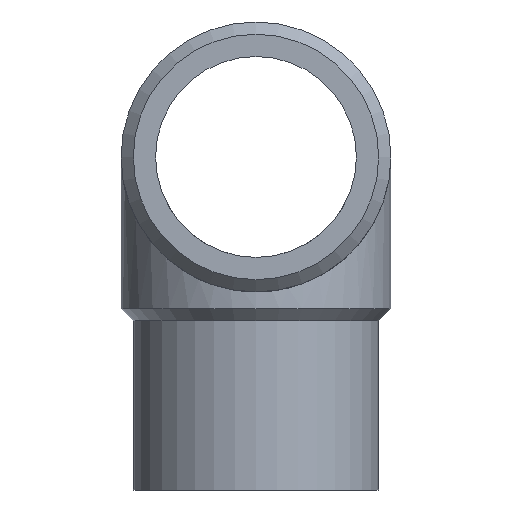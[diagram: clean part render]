
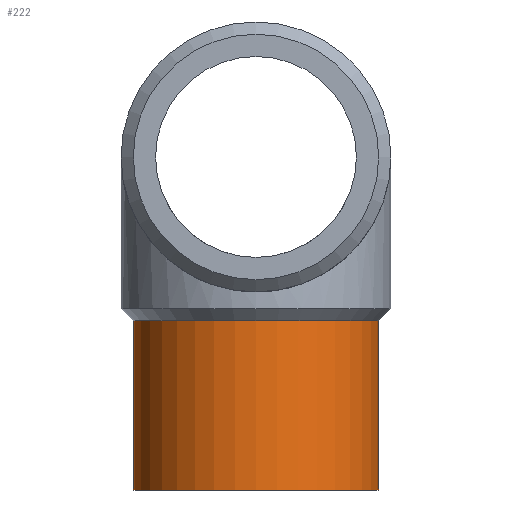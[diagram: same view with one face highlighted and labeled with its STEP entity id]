
A CAD part, left-side view. The second image highlights one B-rep face of the part: STEP entity #222.
In plain terms, the highlighted cylindrical face has radius 70 mm (diameter 140 mm), a full revolution.
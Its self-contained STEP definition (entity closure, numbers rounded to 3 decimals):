
#26=FACE_OUTER_BOUND('',#40,.T.);
#40=EDGE_LOOP('',(#158,#159,#160,#161));
#62=LINE('',#385,#74);
#74=VECTOR('',#309,70.);
#86=CIRCLE('',#260,70.);
#87=CIRCLE('',#262,70.);
#102=VERTEX_POINT('',#380);
#103=VERTEX_POINT('',#383);
#123=EDGE_CURVE('',#102,#102,#86,.T.);
#124=EDGE_CURVE('',#103,#103,#87,.T.);
#125=EDGE_CURVE('',#103,#102,#62,.T.);
#158=ORIENTED_EDGE('',*,*,#124,.F.);
#159=ORIENTED_EDGE('',*,*,#125,.T.);
#160=ORIENTED_EDGE('',*,*,#123,.T.);
#161=ORIENTED_EDGE('',*,*,#125,.F.);
#214=CYLINDRICAL_SURFACE('',#261,70.);
#222=ADVANCED_FACE('',(#26),#214,.T.);
#260=AXIS2_PLACEMENT_3D('',#381,#303,#304);
#261=AXIS2_PLACEMENT_3D('',#382,#305,#306);
#262=AXIS2_PLACEMENT_3D('',#384,#307,#308);
#303=DIRECTION('center_axis',(0.,0.,1.));
#304=DIRECTION('ref_axis',(1.,0.,0.));
#305=DIRECTION('center_axis',(0.,0.,1.));
#306=DIRECTION('ref_axis',(1.,0.,0.));
#307=DIRECTION('center_axis',(0.,0.,1.));
#308=DIRECTION('ref_axis',(1.,0.,0.));
#309=DIRECTION('',(0.,0.,-1.));
#380=CARTESIAN_POINT('',(-70.,0.,-190.));
#381=CARTESIAN_POINT('Origin',(0.,0.,-190.));
#382=CARTESIAN_POINT('Origin',(0.,0.,-141.75));
#383=CARTESIAN_POINT('',(-70.,0.,-93.5));
#384=CARTESIAN_POINT('Origin',(0.,0.,-93.5));
#385=CARTESIAN_POINT('',(-70.,0.,-141.75));
